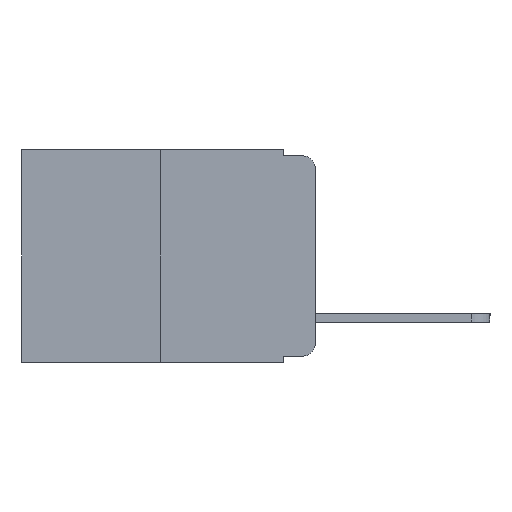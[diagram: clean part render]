
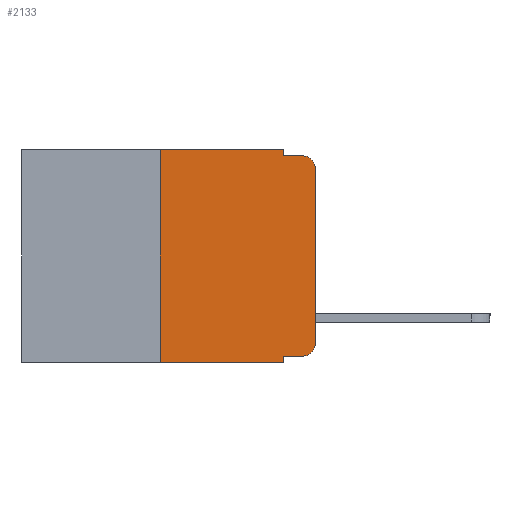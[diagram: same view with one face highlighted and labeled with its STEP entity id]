
A CAD part, left-side view. The second image highlights one B-rep face of the part: STEP entity #2133.
In plain terms, the highlighted planar face has unit normal (-1, 0, 0).
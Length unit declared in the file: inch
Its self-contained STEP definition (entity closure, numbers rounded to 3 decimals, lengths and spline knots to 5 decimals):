
#90 = DIRECTION ( 'NONE',  ( 0., 0., -1. ) ) ;
#257 = VERTEX_POINT ( 'NONE', #10643 ) ;
#401 = CARTESIAN_POINT ( 'NONE',  ( 0., 0.051, 0. ) ) ;
#454 = CARTESIAN_POINT ( 'NONE',  ( 0., 0.25, -0.343 ) ) ;
#513 = VERTEX_POINT ( 'NONE', #4660 ) ;
#567 = DIRECTION ( 'NONE',  ( -1., 0., 0. ) ) ;
#703 = VERTEX_POINT ( 'NONE', #2033 ) ;
#837 = EDGE_CURVE ( 'NONE', #1886, #513, #3656, .T. ) ;
#1037 = LINE ( 'NONE', #9682, #8050 ) ;
#1066 = VERTEX_POINT ( 'NONE', #4760 ) ;
#1292 = VERTEX_POINT ( 'NONE', #8862 ) ;
#1845 = DIRECTION ( 'NONE',  ( -1., 0., 0. ) ) ;
#1886 = VERTEX_POINT ( 'NONE', #454 ) ;
#2033 = CARTESIAN_POINT ( 'NONE',  ( 0., 0.051, -0.333 ) ) ;
#2133 = ADVANCED_FACE ( 'NONE', ( #9689 ), #10885, .F. ) ;
#2408 = LINE ( 'NONE', #10319, #7211 ) ;
#2456 = ORIENTED_EDGE ( 'NONE', *, *, #3048, .F. ) ;
#2543 = ORIENTED_EDGE ( 'NONE', *, *, #8057, .F. ) ;
#2711 = ORIENTED_EDGE ( 'NONE', *, *, #7555, .F. ) ;
#2760 = DIRECTION ( 'NONE',  ( 0., 0., -1. ) ) ;
#2801 = CARTESIAN_POINT ( 'NONE',  ( 0., 0.25, 0. ) ) ;
#2885 = LINE ( 'NONE', #10187, #9735 ) ;
#3016 = DIRECTION ( 'NONE',  ( 0., 0., -1. ) ) ;
#3048 = EDGE_CURVE ( 'NONE', #6929, #5373, #10433, .T. ) ;
#3189 = ORIENTED_EDGE ( 'NONE', *, *, #7181, .T. ) ;
#3303 = ORIENTED_EDGE ( 'NONE', *, *, #8461, .F. ) ;
#3321 = CARTESIAN_POINT ( 'NONE',  ( 0., 0.051, 0. ) ) ;
#3391 = ORIENTED_EDGE ( 'NONE', *, *, #6962, .T. ) ;
#3656 = LINE ( 'NONE', #7114, #5920 ) ;
#3977 = ORIENTED_EDGE ( 'NONE', *, *, #8125, .F. ) ;
#4024 = ORIENTED_EDGE ( 'NONE', *, *, #837, .T. ) ;
#4136 = LINE ( 'NONE', #2801, #10218 ) ;
#4168 = DIRECTION ( 'NONE',  ( 0., -1., 0. ) ) ;
#4366 = AXIS2_PLACEMENT_3D ( 'NONE', #6559, #567, #7461 ) ;
#4405 = AXIS2_PLACEMENT_3D ( 'NONE', #10992, #11302, #3016 ) ;
#4542 = ORIENTED_EDGE ( 'NONE', *, *, #8610, .T. ) ;
#4660 = CARTESIAN_POINT ( 'NONE',  ( 0., 0.051, -0.343 ) ) ;
#4726 = VECTOR ( 'NONE', #90, 39.37008 ) ;
#4760 = CARTESIAN_POINT ( 'NONE',  ( 0., 0., -0.313 ) ) ;
#5234 = CARTESIAN_POINT ( 'NONE',  ( 0., 0.473, 0. ) ) ;
#5373 = VERTEX_POINT ( 'NONE', #401 ) ;
#5445 = DIRECTION ( 'NONE',  ( 0., -1., 0. ) ) ;
#5908 = CIRCLE ( 'NONE', #10282, 0.02 ) ;
#5920 = VECTOR ( 'NONE', #6141, 39.37008 ) ;
#5967 = CARTESIAN_POINT ( 'NONE',  ( 0., 0.02, -0.333 ) ) ;
#6053 = VECTOR ( 'NONE', #6935, 39.37008 ) ;
#6141 = DIRECTION ( 'NONE',  ( 0., -1., 0. ) ) ;
#6343 = VECTOR ( 'NONE', #2760, 39.37008 ) ;
#6559 = CARTESIAN_POINT ( 'NONE',  ( 0., 0.02, -0.03 ) ) ;
#6585 = CARTESIAN_POINT ( 'NONE',  ( 0., 0.051, 0. ) ) ;
#6929 = VERTEX_POINT ( 'NONE', #10283 ) ;
#6935 = DIRECTION ( 'NONE',  ( 0., -1., 0. ) ) ;
#6962 = EDGE_CURVE ( 'NONE', #1066, #257, #2408, .T. ) ;
#7090 = ORIENTED_EDGE ( 'NONE', *, *, #8977, .T. ) ;
#7114 = CARTESIAN_POINT ( 'NONE',  ( 0., 0.473, -0.343 ) ) ;
#7168 = LINE ( 'NONE', #3321, #4726 ) ;
#7181 = EDGE_CURVE ( 'NONE', #257, #9450, #11068, .T. ) ;
#7211 = VECTOR ( 'NONE', #11087, 39.37008 ) ;
#7461 = DIRECTION ( 'NONE',  ( 0., 0., -1. ) ) ;
#7555 = EDGE_CURVE ( 'NONE', #1292, #9450, #2885, .T. ) ;
#7574 = CARTESIAN_POINT ( 'NONE',  ( 0., 0.02, -0.313 ) ) ;
#7929 = CARTESIAN_POINT ( 'NONE',  ( 0., 0.02, -0.01 ) ) ;
#8050 = VECTOR ( 'NONE', #5445, 39.37008 ) ;
#8057 = EDGE_CURVE ( 'NONE', #5373, #1292, #8582, .T. ) ;
#8125 = EDGE_CURVE ( 'NONE', #1886, #6929, #4136, .T. ) ;
#8259 = DIRECTION ( 'NONE',  ( 0., 0., 1. ) ) ;
#8351 = DIRECTION ( 'NONE',  ( 0., 0., -1. ) ) ;
#8461 = EDGE_CURVE ( 'NONE', #703, #513, #7168, .T. ) ;
#8582 = LINE ( 'NONE', #6585, #6343 ) ;
#8610 = EDGE_CURVE ( 'NONE', #703, #10093, #1037, .T. ) ;
#8862 = CARTESIAN_POINT ( 'NONE',  ( 0., 0.051, -0.01 ) ) ;
#8977 = EDGE_CURVE ( 'NONE', #10093, #1066, #5908, .T. ) ;
#9030 = EDGE_LOOP ( 'NONE', ( #3391, #3189, #2711, #2543, #2456, #3977, #4024, #3303, #4542, #7090 ) ) ;
#9450 = VERTEX_POINT ( 'NONE', #7929 ) ;
#9682 = CARTESIAN_POINT ( 'NONE',  ( 0., 0.051, -0.333 ) ) ;
#9689 = FACE_OUTER_BOUND ( 'NONE', #9030, .T. ) ;
#9735 = VECTOR ( 'NONE', #4168, 39.37008 ) ;
#10093 = VERTEX_POINT ( 'NONE', #5967 ) ;
#10187 = CARTESIAN_POINT ( 'NONE',  ( 0., 0.051, -0.01 ) ) ;
#10218 = VECTOR ( 'NONE', #8259, 39.37008 ) ;
#10282 = AXIS2_PLACEMENT_3D ( 'NONE', #7574, #1845, #8351 ) ;
#10283 = CARTESIAN_POINT ( 'NONE',  ( 0., 0.25, 0. ) ) ;
#10319 = CARTESIAN_POINT ( 'NONE',  ( 0., 0., 0. ) ) ;
#10433 = LINE ( 'NONE', #5234, #6053 ) ;
#10643 = CARTESIAN_POINT ( 'NONE',  ( 0., 0., -0.03 ) ) ;
#10885 = PLANE ( 'NONE',  #4405 ) ;
#10992 = CARTESIAN_POINT ( 'NONE',  ( 0., 0.473, 0. ) ) ;
#11068 = CIRCLE ( 'NONE', #4366, 0.02 ) ;
#11087 = DIRECTION ( 'NONE',  ( 0., 0., 1. ) ) ;
#11302 = DIRECTION ( 'NONE',  ( 1., 0., 0. ) ) ;
